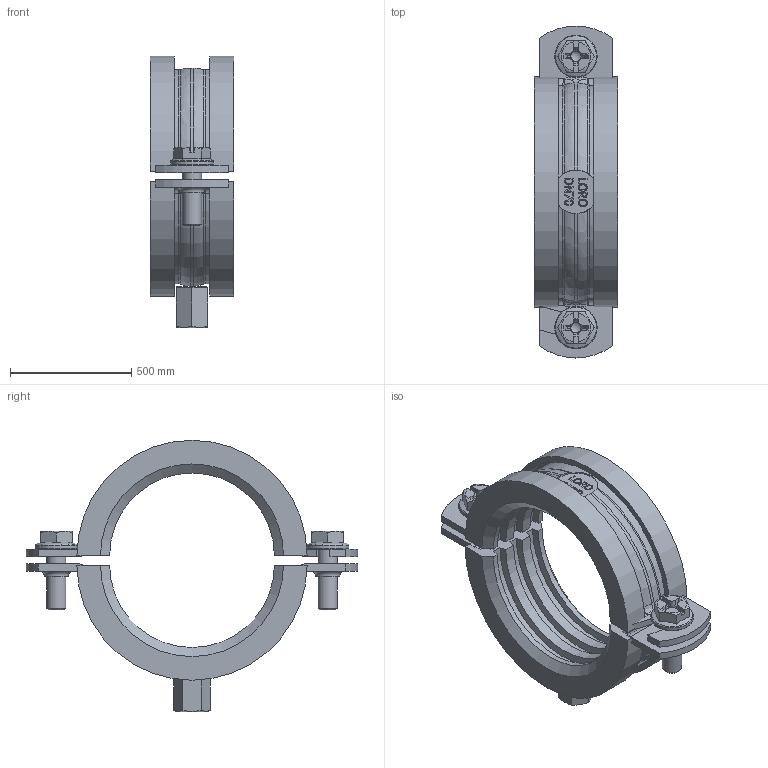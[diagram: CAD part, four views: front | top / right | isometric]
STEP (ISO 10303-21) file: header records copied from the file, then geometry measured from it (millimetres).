
FILE_DESCRIPTION(/* description */ (''),/* implementation_level */ '2;1');
FILE_NAME(/* name */ '00972.070X_3D.stp',/* time_stamp */ '2025-02-07T12:41:50+01:00',/* author */ ('c.rudolph'),/* organization */ (''),/* preprocessor_version */ 'ST-DEVELOPER v20',/* originating_system */ 'AutoCAD Mechanical',/* authorisation */ '');
FILE_SCHEMA (('AUTOMOTIVE_DESIGN { 1 0 10303 214 3 1 1 }'));
Length unit declared in the file: centimetre
Products named in the file (2): Product; *S0
Assembly tree (1 placements, depth 2):
  Product
    *S0
Bounding box: 345 x 1370 x 1120 mm (x, y, z)
Volume: 100946176.2 mm3; surface area: 6906568.2 mm2
Topology: 7 solids, 7 shells, 392 faces, 1029 edges, 670 vertices
Faces by surface type: plane 137, bspline 121, cylinder 77, cone 31, torus 22, sphere 4
Full cylindrical faces by diameter (mm): 66.5 x3, 80 x2, 83.8 x1, 175 x2, 180 x1
Entity records: 15090 total; most frequent: CARTESIAN_POINT 5940, ORIENTED_EDGE 2058, DIRECTION 1609, EDGE_CURVE 1029, VERTEX_POINT 670, AXIS2_PLACEMENT_3D 537, LINE 535, VECTOR 535
